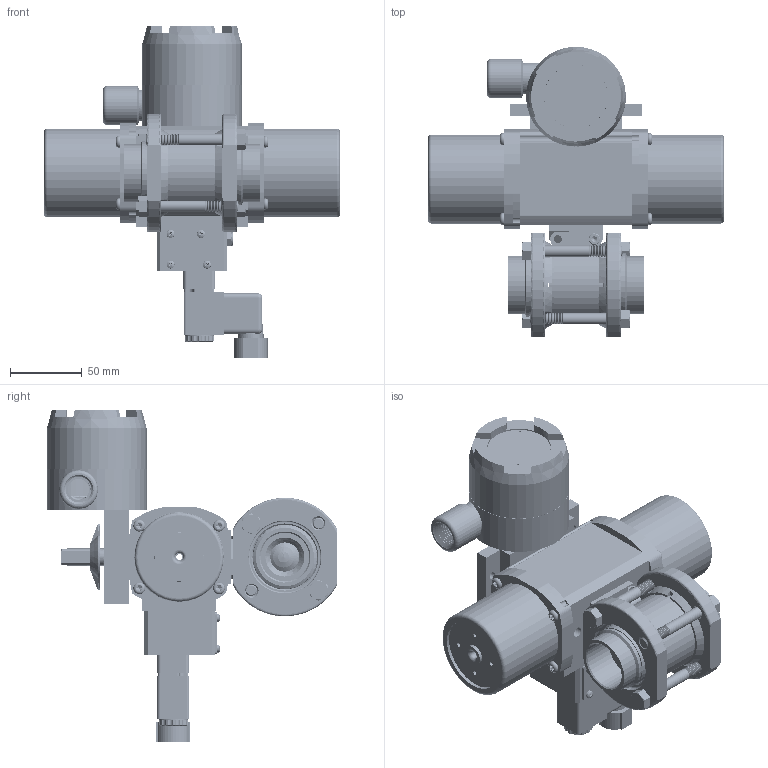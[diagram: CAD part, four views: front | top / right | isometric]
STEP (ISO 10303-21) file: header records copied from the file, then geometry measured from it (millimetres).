
FILE_DESCRIPTION (( 'STEP AP203' ), '1' );
FILE_NAME ('28XXSWSA512SR3GPDCLS.step', '2018-06-12T19:18:13', ( '' ), ( '' ), 'SwSTEP 2.0', 'SolidWorks 2017', '' );
FILE_SCHEMA (( 'CONFIG_CONTROL_DESIGN' ));
Products named in the file (1): 28XXSWSA512SR3GPDCLS
Bounding box: 206.12 x 201.99 x 231.14 mm (x, y, z)
Volume: 952282.8 mm3; surface area: 394729.1 mm2
Topology: 69 solids, 69 shells, 5685 faces, 14910 edges, 9381 vertices
Faces by surface type: cylinder 2832, cone 1614, plane 859, torus 230, bspline 136, sphere 14
Entity records: 218802 total; most frequent: CARTESIAN_POINT 82931, ORIENTED_EDGE 29516, DIRECTION 28826, EDGE_CURVE 14758, AXIS2_PLACEMENT_3D 11679, VERTEX_POINT 9377, EDGE_LOOP 6129, CIRCLE 6129
